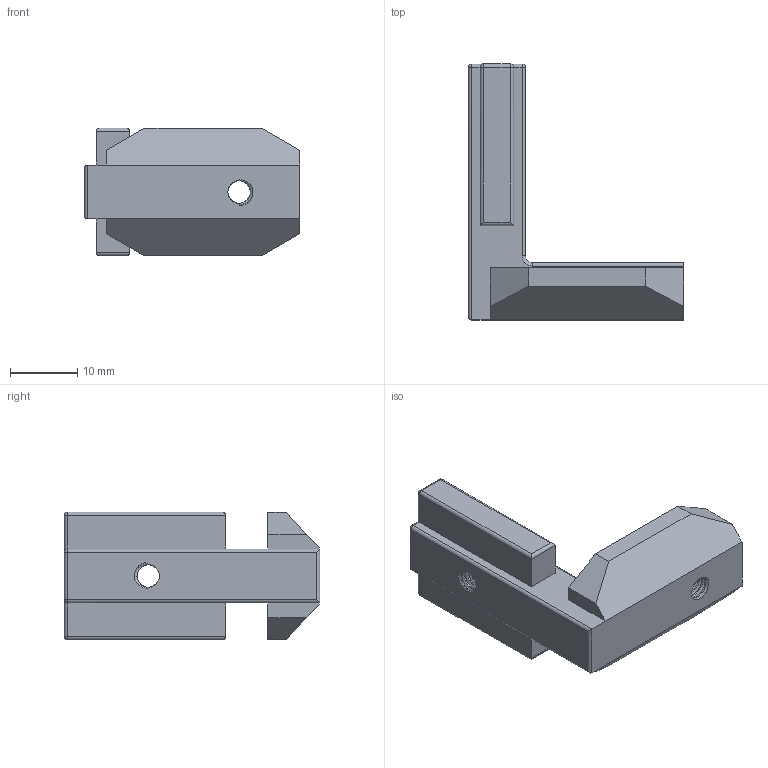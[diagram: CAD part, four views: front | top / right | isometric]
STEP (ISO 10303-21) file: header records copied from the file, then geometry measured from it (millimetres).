
FILE_DESCRIPTION(/* description */ (''),/* implementation_level */ '2;1');
FILE_NAME(/* name */ 'Внутренний угловой соединитель 45 серия универсальный.step',/* time_stamp */ '2022-10-02T23:48:01+03:00',/* author */ (''),/* organization */ (''),/* preprocessor_version */ 'ST-DEVELOPER v19',/* originating_system */ 'Autodesk Translation Framework v11.7.0.108',/* authorisation */ '');
FILE_SCHEMA (('AUTOMOTIVE_DESIGN { 1 0 10303 214 3 1 1 }'));
Length unit declared in the file: millimetre
Products named in the file (1): (Unsaved)
Bounding box: 32 x 38 x 19 mm (x, y, z)
Volume: 6816.8 mm3; surface area: 3464.9 mm2
Topology: 1 solids, 1 shells, 120 faces, 318 edges, 192 vertices
Faces by surface type: cylinder 74, plane 30, sphere 8, bspline 4, cone 2, torus 2
Full cylindrical faces by diameter (mm): 3.332 x14, 4.109 x4
Entity records: 6635 total; most frequent: CARTESIAN_POINT 3857, ORIENTED_EDGE 620, DIRECTION 498, EDGE_CURVE 310, VERTEX_POINT 192, AXIS2_PLACEMENT_3D 175, LINE 148, VECTOR 148
